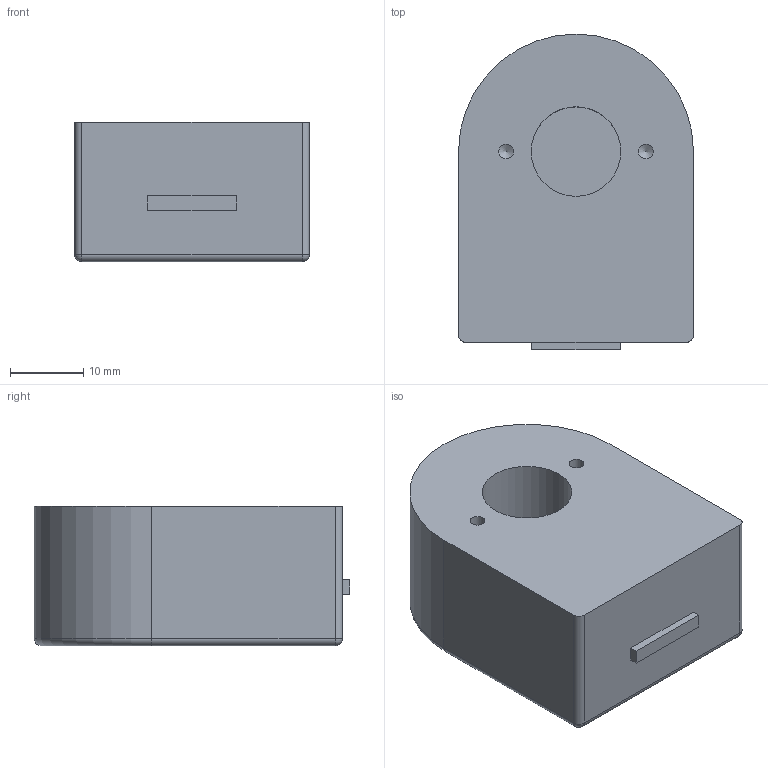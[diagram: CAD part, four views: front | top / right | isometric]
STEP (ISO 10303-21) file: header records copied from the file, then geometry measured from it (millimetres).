
FILE_DESCRIPTION((''),'2;1');
FILE_NAME('WEDS5541-B14.stp','2014-02-06T09:02:11',('schneid_a'),(''),'Autodesk Inventor 2010','Autodesk Inventor 2010','');
FILE_SCHEMA(('AUTOMOTIVE_DESIGN { 1 0 10303 214 1 1 1 1 }'));
Length unit declared in the file: millimetre
Products named in the file (1): WEDS5541-B14
Bounding box: 32 x 43 x 19 mm (x, y, z)
Volume: 21487.1 mm3; surface area: 5681.7 mm2
Topology: 1 solids, 1 shells, 25 faces, 57 edges, 34 vertices
Faces by surface type: plane 11, cylinder 7, bspline 4, sphere 2, torus 1
Full cylindrical faces by diameter (mm): 12.2 x1
Entity records: 701 total; most frequent: CARTESIAN_POINT 170, DIRECTION 109, ORIENTED_EDGE 92, EDGE_CURVE 46, AXIS2_PLACEMENT_3D 41, EDGE_LOOP 32, VERTEX_POINT 30, VECTOR 27
